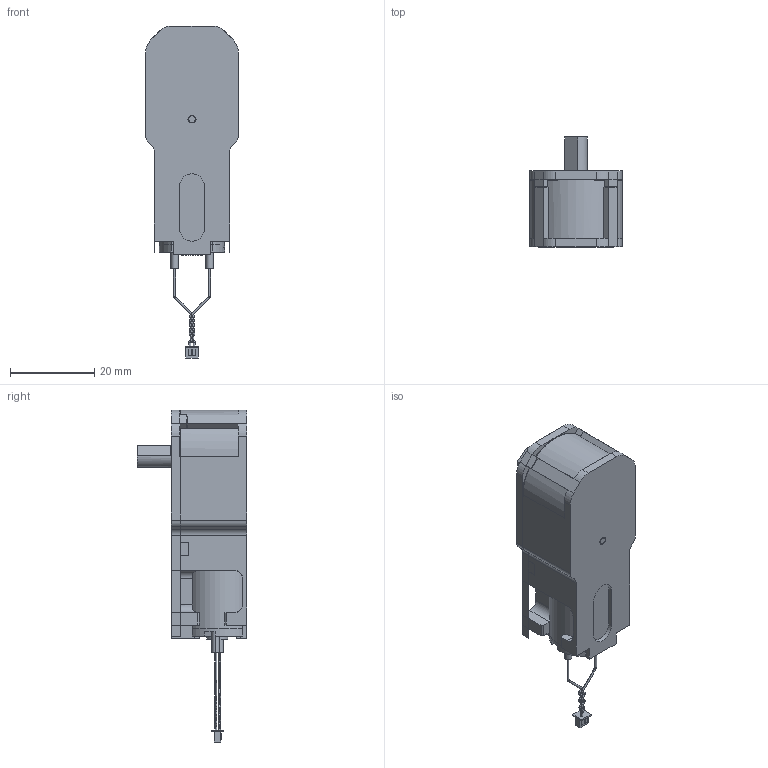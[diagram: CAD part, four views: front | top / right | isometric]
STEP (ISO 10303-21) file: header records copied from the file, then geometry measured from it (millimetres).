
FILE_DESCRIPTION((''),'2;1');
FILE_NAME('00-030V20001_ASM','2025-02-18T19:40:35',('qinghui.yi'),(''),'CREO PARAMETRIC BY PTC INC, 2023154','CREO PARAMETRIC BY PTC INC, 2023154','');
FILE_SCHEMA(('CONFIG_CONTROL_DESIGN'));
Length unit declared in the file: millimetre
Products named in the file (12): 02-26_90001; 02-36_1600; 01-28_1400; 02-280001; 02-0001; 01-2-18MM0; 01-03000; 8CHI; 01-030A-V20001; 01-030B0001; M2_5X6_BHCS_MACHINE_SCREW_-_AA0; 00-030V20001_ASM
Assembly tree (13 placements, depth 2):
  00-030V20001_ASM
    02-26_90001
    02-36_1600
    01-28_1400
    02-280001
    02-0001
    01-2-18MM0  x2
    01-03000
    8CHI
    01-030A-V20001
    01-030B0001
    M2_5X6_BHCS_MACHINE_SCREW_-_AA0  x2
Bounding box: 22 x 26.1 x 78.94 mm (x, y, z)
Volume: 9986.3 mm3; surface area: 14650.1 mm2
Topology: 14 solids, 22 shells, 2287 faces, 6750 edges, 4535 vertices
Faces by surface type: cylinder 1450, plane 561, extrusion 144, cone 62, torus 62, bspline 4, sphere 4
Entity records: 78480 total; most frequent: CARTESIAN_POINT 18271, DIRECTION 13018, ORIENTED_EDGE 12762, EDGE_CURVE 6410, AXIS2_PLACEMENT_3D 5019, VERTEX_POINT 4278, VECTOR 2980, CIRCLE 2936
